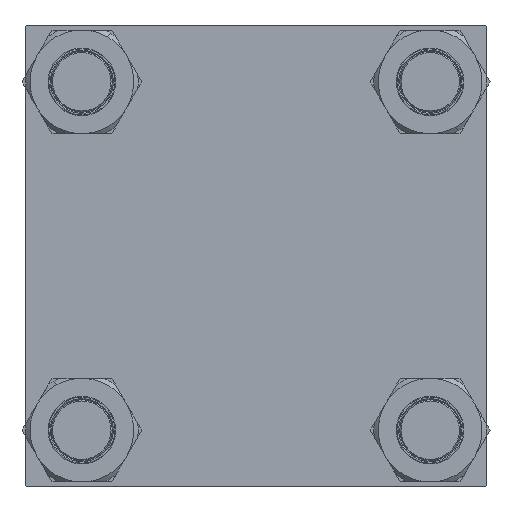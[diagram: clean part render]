
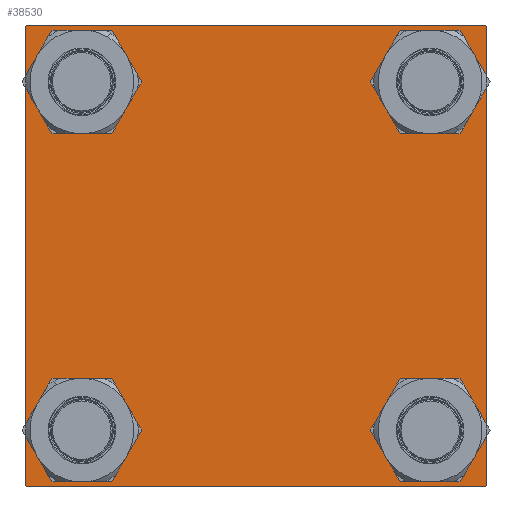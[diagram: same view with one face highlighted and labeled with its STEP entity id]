
A CAD part, left-side view. The second image highlights one B-rep face of the part: STEP entity #38530.
In plain terms, the highlighted planar face has unit normal (-1, 0, 0).
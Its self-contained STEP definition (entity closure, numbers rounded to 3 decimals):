
#13 = VECTOR ( 'NONE', #33074, 1000. ) ;
#303 = LINE ( 'NONE', #16122, #10508 ) ;
#355 = VECTOR ( 'NONE', #33073, 1000. ) ;
#1293 = LINE ( 'NONE', #42027, #27868 ) ;
#1550 = DIRECTION ( 'NONE',  ( 0., -0.707, 0.707 ) ) ;
#1584 = FACE_BOUND ( 'NONE', #33242, .T. ) ;
#2401 = EDGE_CURVE ( 'NONE', #34568, #26959, #8682, .T. ) ;
#2491 = CARTESIAN_POINT ( 'NONE',  ( 0., 102., -102.5 ) ) ;
#2868 = LINE ( 'NONE', #42338, #18746 ) ;
#2957 = VERTEX_POINT ( 'NONE', #15318 ) ;
#3911 = CARTESIAN_POINT ( 'NONE',  ( 0., -102.5, 102. ) ) ;
#4410 = CARTESIAN_POINT ( 'NONE',  ( 0., 102.5, -102.5 ) ) ;
#5265 = ORIENTED_EDGE ( 'NONE', *, *, #22993, .T. ) ;
#5334 = CARTESIAN_POINT ( 'NONE',  ( 0., 102., 102.5 ) ) ;
#5569 = CARTESIAN_POINT ( 'NONE',  ( 0., 102.25, 102.25 ) ) ;
#5791 = CARTESIAN_POINT ( 'NONE',  ( 0., 102.25, -102.25 ) ) ;
#6545 = AXIS2_PLACEMENT_3D ( 'NONE', #30414, #43845, #36299 ) ;
#6667 = EDGE_CURVE ( 'NONE', #13563, #30313, #28968, .T. ) ;
#6718 = VERTEX_POINT ( 'NONE', #13869 ) ;
#6823 = CARTESIAN_POINT ( 'NONE',  ( 0., -102., 102.5 ) ) ;
#8682 = LINE ( 'NONE', #5791, #13 ) ;
#8911 = EDGE_CURVE ( 'NONE', #2957, #37585, #34202, .T. ) ;
#8919 = CARTESIAN_POINT ( 'NONE',  ( 0., 102.5, -102. ) ) ;
#9438 = CIRCLE ( 'NONE', #41801, 14. ) ;
#9468 = ORIENTED_EDGE ( 'NONE', *, *, #12781, .T. ) ;
#10176 = ORIENTED_EDGE ( 'NONE', *, *, #31385, .T. ) ;
#10391 = ORIENTED_EDGE ( 'NONE', *, *, #16292, .T. ) ;
#10508 = VECTOR ( 'NONE', #47831, 1000. ) ;
#11276 = EDGE_CURVE ( 'NONE', #24820, #48586, #17216, .T. ) ;
#11841 = AXIS2_PLACEMENT_3D ( 'NONE', #23794, #14963, #19377 ) ;
#12238 = ORIENTED_EDGE ( 'NONE', *, *, #2401, .T. ) ;
#12781 = EDGE_CURVE ( 'NONE', #38492, #48586, #1293, .T. ) ;
#12798 = AXIS2_PLACEMENT_3D ( 'NONE', #41816, #37910, #49883 ) ;
#12954 = DIRECTION ( 'NONE',  ( 0., -1., 0. ) ) ;
#13256 = EDGE_LOOP ( 'NONE', ( #10391, #12238, #29678, #9468, #18232, #36879, #30438, #37186 ) ) ;
#13309 = VERTEX_POINT ( 'NONE', #39451 ) ;
#13512 = FACE_BOUND ( 'NONE', #18727, .T. ) ;
#13563 = VERTEX_POINT ( 'NONE', #5334 ) ;
#13726 = ORIENTED_EDGE ( 'NONE', *, *, #24804, .T. ) ;
#13869 = CARTESIAN_POINT ( 'NONE',  ( 0., 77.45, -91.45 ) ) ;
#14212 = DIRECTION ( 'NONE',  ( 0., 0., 1. ) ) ;
#14583 = DIRECTION ( 'NONE',  ( 1., 0., 0. ) ) ;
#14820 = ORIENTED_EDGE ( 'NONE', *, *, #25814, .T. ) ;
#14963 = DIRECTION ( 'NONE',  ( 1., 0., 0. ) ) ;
#15318 = CARTESIAN_POINT ( 'NONE',  ( 0., 77.45, 91.45 ) ) ;
#16122 = CARTESIAN_POINT ( 'NONE',  ( 0., -102.25, 102.25 ) ) ;
#16292 = EDGE_CURVE ( 'NONE', #30313, #34568, #2868, .T. ) ;
#16834 = DIRECTION ( 'NONE',  ( 0., 0., 1. ) ) ;
#17216 = LINE ( 'NONE', #36963, #355 ) ;
#17360 = DIRECTION ( 'NONE',  ( 1., 0., 0. ) ) ;
#17901 = FACE_BOUND ( 'NONE', #29881, .T. ) ;
#18067 = VERTEX_POINT ( 'NONE', #21015 ) ;
#18232 = ORIENTED_EDGE ( 'NONE', *, *, #11276, .F. ) ;
#18412 = EDGE_LOOP ( 'NONE', ( #10176, #14820 ) ) ;
#18727 = EDGE_LOOP ( 'NONE', ( #51232, #5265 ) ) ;
#18746 = VECTOR ( 'NONE', #50654, 1000. ) ;
#19377 = DIRECTION ( 'NONE',  ( 0., 0., 1. ) ) ;
#20085 = CARTESIAN_POINT ( 'NONE',  ( 0., 102.5, 102. ) ) ;
#20232 = CARTESIAN_POINT ( 'NONE',  ( 0., 77.45, 77.45 ) ) ;
#20252 = DIRECTION ( 'NONE',  ( 1., 0., 0. ) ) ;
#20569 = DIRECTION ( 'NONE',  ( 1., 0., 0. ) ) ;
#21015 = CARTESIAN_POINT ( 'NONE',  ( 0., -77.45, -91.45 ) ) ;
#22993 = EDGE_CURVE ( 'NONE', #6718, #37011, #50550, .T. ) ;
#23686 = EDGE_CURVE ( 'NONE', #26959, #38492, #50912, .T. ) ;
#23794 = CARTESIAN_POINT ( 'NONE',  ( 0., 77.45, 77.45 ) ) ;
#24300 = VERTEX_POINT ( 'NONE', #6823 ) ;
#24804 = EDGE_CURVE ( 'NONE', #13309, #44950, #26498, .T. ) ;
#24820 = VERTEX_POINT ( 'NONE', #3911 ) ;
#25140 = DIRECTION ( 'NONE',  ( 1., 0., 0. ) ) ;
#25186 = CIRCLE ( 'NONE', #39298, 14. ) ;
#25799 = CARTESIAN_POINT ( 'NONE',  ( 0., -77.45, 91.45 ) ) ;
#25814 = EDGE_CURVE ( 'NONE', #18067, #34700, #29845, .T. ) ;
#25872 = ORIENTED_EDGE ( 'NONE', *, *, #38882, .T. ) ;
#25969 = FACE_BOUND ( 'NONE', #18412, .T. ) ;
#26498 = CIRCLE ( 'NONE', #50583, 14. ) ;
#26959 = VERTEX_POINT ( 'NONE', #2491 ) ;
#27286 = VECTOR ( 'NONE', #36081, 1000. ) ;
#27427 = AXIS2_PLACEMENT_3D ( 'NONE', #38228, #14583, #34585 ) ;
#27565 = ORIENTED_EDGE ( 'NONE', *, *, #8911, .T. ) ;
#27868 = VECTOR ( 'NONE', #1550, 1000. ) ;
#28296 = CARTESIAN_POINT ( 'NONE',  ( 0., 102.5, 102.5 ) ) ;
#28968 = LINE ( 'NONE', #5569, #32482 ) ;
#29082 = DIRECTION ( 'NONE',  ( 0., 0., 1. ) ) ;
#29678 = ORIENTED_EDGE ( 'NONE', *, *, #23686, .T. ) ;
#29845 = CIRCLE ( 'NONE', #43129, 14. ) ;
#29881 = EDGE_LOOP ( 'NONE', ( #25872, #13726 ) ) ;
#30069 = CARTESIAN_POINT ( 'NONE',  ( 0., -77.45, 77.45 ) ) ;
#30100 = AXIS2_PLACEMENT_3D ( 'NONE', #36915, #20569, #32776 ) ;
#30313 = VERTEX_POINT ( 'NONE', #20085 ) ;
#30414 = CARTESIAN_POINT ( 'NONE',  ( 0., 77.45, -77.45 ) ) ;
#30438 = ORIENTED_EDGE ( 'NONE', *, *, #49018, .F. ) ;
#31385 = EDGE_CURVE ( 'NONE', #34700, #18067, #38214, .T. ) ;
#31543 = CARTESIAN_POINT ( 'NONE',  ( 0., -102.5, -102. ) ) ;
#32482 = VECTOR ( 'NONE', #33105, 1000. ) ;
#32776 = DIRECTION ( 'NONE',  ( 0., 0., 1. ) ) ;
#32998 = VECTOR ( 'NONE', #12954, 1000. ) ;
#33073 = DIRECTION ( 'NONE',  ( 0., 0., -1. ) ) ;
#33074 = DIRECTION ( 'NONE',  ( 0., -0.707, -0.707 ) ) ;
#33105 = DIRECTION ( 'NONE',  ( 0., 0.707, -0.707 ) ) ;
#33242 = EDGE_LOOP ( 'NONE', ( #27565, #50505 ) ) ;
#33759 = FACE_OUTER_BOUND ( 'NONE', #13256, .T. ) ;
#34017 = PLANE ( 'NONE',  #12798 ) ;
#34202 = CIRCLE ( 'NONE', #11841, 14. ) ;
#34568 = VERTEX_POINT ( 'NONE', #8919 ) ;
#34585 = DIRECTION ( 'NONE',  ( 0., 0., 1. ) ) ;
#34700 = VERTEX_POINT ( 'NONE', #38435 ) ;
#35576 = CARTESIAN_POINT ( 'NONE',  ( 0., -77.45, 77.45 ) ) ;
#36072 = DIRECTION ( 'NONE',  ( 1., 0., 0. ) ) ;
#36081 = DIRECTION ( 'NONE',  ( 0., -1., 0. ) ) ;
#36094 = DIRECTION ( 'NONE',  ( 0., 0., 1. ) ) ;
#36299 = DIRECTION ( 'NONE',  ( 0., 0., 1. ) ) ;
#36581 = LINE ( 'NONE', #28296, #32998 ) ;
#36879 = ORIENTED_EDGE ( 'NONE', *, *, #46865, .T. ) ;
#36915 = CARTESIAN_POINT ( 'NONE',  ( 0., 77.45, -77.45 ) ) ;
#36963 = CARTESIAN_POINT ( 'NONE',  ( 0., -102.5, 102.5 ) ) ;
#36985 = EDGE_CURVE ( 'NONE', #37011, #6718, #49192, .T. ) ;
#37011 = VERTEX_POINT ( 'NONE', #45736 ) ;
#37186 = ORIENTED_EDGE ( 'NONE', *, *, #6667, .T. ) ;
#37585 = VERTEX_POINT ( 'NONE', #49779 ) ;
#37910 = DIRECTION ( 'NONE',  ( -1., 0., 0. ) ) ;
#38214 = CIRCLE ( 'NONE', #27427, 14. ) ;
#38228 = CARTESIAN_POINT ( 'NONE',  ( 0., -77.45, -77.45 ) ) ;
#38435 = CARTESIAN_POINT ( 'NONE',  ( 0., -77.45, -63.45 ) ) ;
#38492 = VERTEX_POINT ( 'NONE', #50140 ) ;
#38530 = ADVANCED_FACE ( 'NONE', ( #17901, #25969, #13512, #1584, #33759 ), #34017, .T. ) ;
#38882 = EDGE_CURVE ( 'NONE', #44950, #13309, #9438, .T. ) ;
#39298 = AXIS2_PLACEMENT_3D ( 'NONE', #20232, #36072, #16834 ) ;
#39451 = CARTESIAN_POINT ( 'NONE',  ( 0., -77.45, 63.45 ) ) ;
#41729 = EDGE_CURVE ( 'NONE', #37585, #2957, #25186, .T. ) ;
#41801 = AXIS2_PLACEMENT_3D ( 'NONE', #30069, #25140, #14212 ) ;
#41816 = CARTESIAN_POINT ( 'NONE',  ( 0., 0., 0. ) ) ;
#42027 = CARTESIAN_POINT ( 'NONE',  ( 0., -102.25, -102.25 ) ) ;
#42338 = CARTESIAN_POINT ( 'NONE',  ( 0., 102.5, 102.5 ) ) ;
#43129 = AXIS2_PLACEMENT_3D ( 'NONE', #48572, #17360, #29082 ) ;
#43845 = DIRECTION ( 'NONE',  ( 1., 0., 0. ) ) ;
#44950 = VERTEX_POINT ( 'NONE', #25799 ) ;
#45736 = CARTESIAN_POINT ( 'NONE',  ( 0., 77.45, -63.45 ) ) ;
#46865 = EDGE_CURVE ( 'NONE', #24820, #24300, #303, .T. ) ;
#47831 = DIRECTION ( 'NONE',  ( 0., 0.707, 0.707 ) ) ;
#48572 = CARTESIAN_POINT ( 'NONE',  ( 0., -77.45, -77.45 ) ) ;
#48586 = VERTEX_POINT ( 'NONE', #31543 ) ;
#49018 = EDGE_CURVE ( 'NONE', #13563, #24300, #36581, .T. ) ;
#49192 = CIRCLE ( 'NONE', #30100, 14. ) ;
#49779 = CARTESIAN_POINT ( 'NONE',  ( 0., 77.45, 63.45 ) ) ;
#49883 = DIRECTION ( 'NONE',  ( 0., 0., 1. ) ) ;
#50140 = CARTESIAN_POINT ( 'NONE',  ( 0., -102., -102.5 ) ) ;
#50505 = ORIENTED_EDGE ( 'NONE', *, *, #41729, .T. ) ;
#50550 = CIRCLE ( 'NONE', #6545, 14. ) ;
#50583 = AXIS2_PLACEMENT_3D ( 'NONE', #35576, #20252, #36094 ) ;
#50654 = DIRECTION ( 'NONE',  ( 0., 0., -1. ) ) ;
#50912 = LINE ( 'NONE', #4410, #27286 ) ;
#51232 = ORIENTED_EDGE ( 'NONE', *, *, #36985, .T. ) ;
